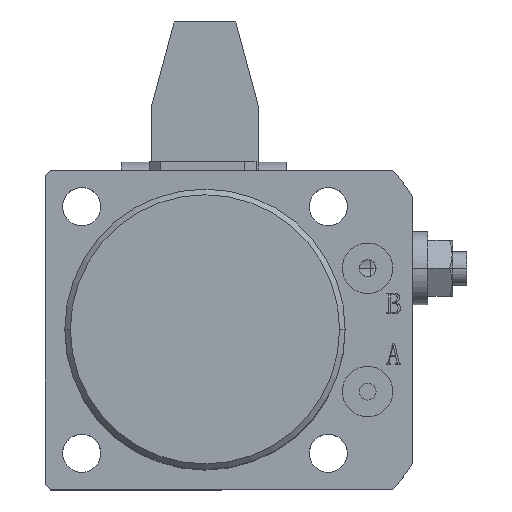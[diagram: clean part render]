
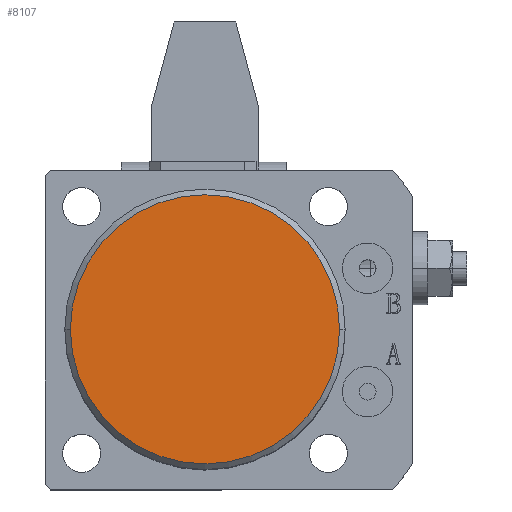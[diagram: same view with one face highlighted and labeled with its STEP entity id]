
A CAD part, top view. The second image highlights one B-rep face of the part: STEP entity #8107.
In plain terms, the highlighted planar face has unit normal (0, 0, 1).
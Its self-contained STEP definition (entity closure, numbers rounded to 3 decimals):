
#998 = DIRECTION ( 'NONE',  ( 1., 0., 0. ) ) ;
#1014 = DIRECTION ( 'NONE',  ( 0., 0., 1. ) ) ;
#1026 = CARTESIAN_POINT ( 'NONE',  ( 0., 0., 85. ) ) ;
#2761 = AXIS2_PLACEMENT_3D ( 'NONE', #4228, #4227, #4226 ) ;
#2782 = AXIS2_PLACEMENT_3D ( 'NONE', #1026, #1014, #998 ) ;
#3054 = AXIS2_PLACEMENT_3D ( 'NONE', #5549, #5559, #5560 ) ;
#4226 = DIRECTION ( 'NONE',  ( 1., 0., 0. ) ) ;
#4227 = DIRECTION ( 'NONE',  ( 0., 0., 1. ) ) ;
#4228 = CARTESIAN_POINT ( 'NONE',  ( 0., 0., 85. ) ) ;
#4263 = EDGE_CURVE ( 'NONE', #8953, #9968, #6897, .T. ) ;
#4341 = EDGE_CURVE ( 'NONE', #9968, #8953, #7066, .T. ) ;
#5302 = EDGE_LOOP ( 'NONE', ( #9298, #9286 ) ) ;
#5549 = CARTESIAN_POINT ( 'NONE',  ( 0., 0., 85. ) ) ;
#5557 = PLANE ( 'NONE',  #3054 ) ;
#5559 = DIRECTION ( 'NONE',  ( 0., 0., 1. ) ) ;
#5560 = DIRECTION ( 'NONE',  ( 1., 0., 0. ) ) ;
#5631 = CARTESIAN_POINT ( 'NONE',  ( 24., 0., 85. ) ) ;
#5877 = CARTESIAN_POINT ( 'NONE',  ( -24., 0., 85. ) ) ;
#6897 = CIRCLE ( 'NONE', #2761, 24. ) ;
#7066 = CIRCLE ( 'NONE', #2782, 24. ) ;
#7820 = FACE_OUTER_BOUND ( 'NONE', #5302, .T. ) ;
#8107 = ADVANCED_FACE ( 'NONE', ( #7820 ), #5557, .T. ) ;
#8953 = VERTEX_POINT ( 'NONE', #5631 ) ;
#9286 = ORIENTED_EDGE ( 'NONE', *, *, #4263, .T. ) ;
#9298 = ORIENTED_EDGE ( 'NONE', *, *, #4341, .T. ) ;
#9968 = VERTEX_POINT ( 'NONE', #5877 ) ;
